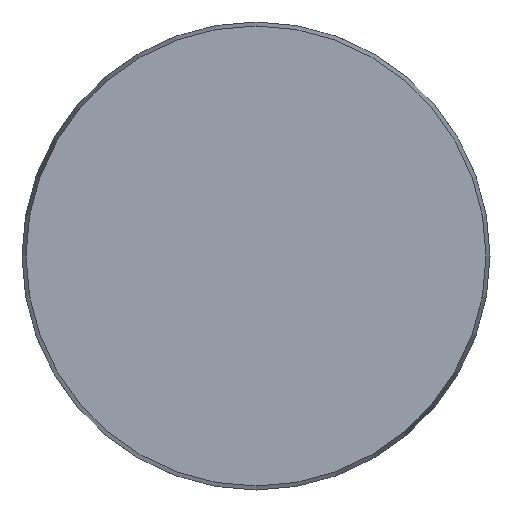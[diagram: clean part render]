
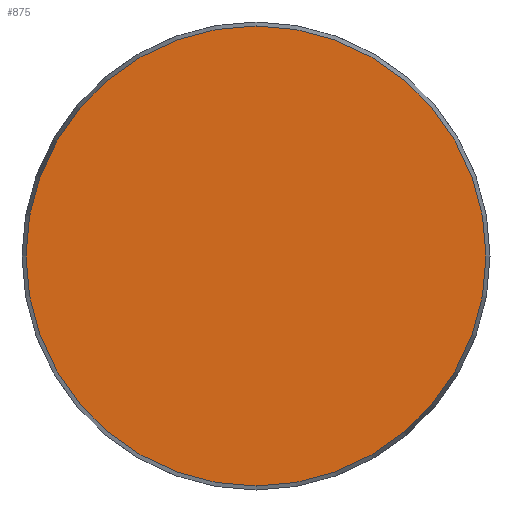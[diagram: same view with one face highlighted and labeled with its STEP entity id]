
A CAD part, front view. The second image highlights one B-rep face of the part: STEP entity #875.
In plain terms, the highlighted planar face has unit normal (0, -1, 0).
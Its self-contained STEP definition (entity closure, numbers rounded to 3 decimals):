
#162 = EDGE_CURVE ( 'NONE', #1004, #953, #1169, .T. ) ;
#223 = EDGE_CURVE ( 'NONE', #953, #1004, #449, .T. ) ;
#269 = AXIS2_PLACEMENT_3D ( 'NONE', #890, #613, #324 ) ;
#324 = DIRECTION ( 'NONE',  ( 0., 0., -1. ) ) ;
#449 = CIRCLE ( 'NONE', #269, 49.143 ) ;
#487 = FACE_OUTER_BOUND ( 'NONE', #898, .T. ) ;
#562 = PLANE ( 'NONE',  #844 ) ;
#601 = CARTESIAN_POINT ( 'NONE',  ( 0., 0., 0. ) ) ;
#613 = DIRECTION ( 'NONE',  ( 0., -1., 0. ) ) ;
#728 = DIRECTION ( 'NONE',  ( 0., 0., 1. ) ) ;
#744 = DIRECTION ( 'NONE',  ( 0., 1., 0. ) ) ;
#755 = CARTESIAN_POINT ( 'NONE',  ( 0., 0., 49.143 ) ) ;
#763 = CARTESIAN_POINT ( 'NONE',  ( 0., 0., -49.143 ) ) ;
#765 = ORIENTED_EDGE ( 'NONE', *, *, #223, .T. ) ;
#782 = AXIS2_PLACEMENT_3D ( 'NONE', #601, #1036, #945 ) ;
#830 = CARTESIAN_POINT ( 'NONE',  ( -49.143, 0., 0. ) ) ;
#844 = AXIS2_PLACEMENT_3D ( 'NONE', #830, #744, #728 ) ;
#875 = ADVANCED_FACE ( 'NONE', ( #487 ), #562, .F. ) ;
#890 = CARTESIAN_POINT ( 'NONE',  ( 0., 0., 0. ) ) ;
#898 = EDGE_LOOP ( 'NONE', ( #930, #765 ) ) ;
#930 = ORIENTED_EDGE ( 'NONE', *, *, #162, .T. ) ;
#945 = DIRECTION ( 'NONE',  ( 0., 0., -1. ) ) ;
#953 = VERTEX_POINT ( 'NONE', #763 ) ;
#1004 = VERTEX_POINT ( 'NONE', #755 ) ;
#1036 = DIRECTION ( 'NONE',  ( 0., -1., 0. ) ) ;
#1169 = CIRCLE ( 'NONE', #782, 49.143 ) ;
